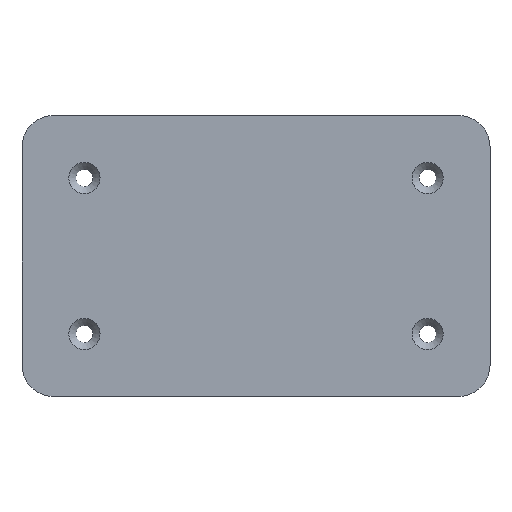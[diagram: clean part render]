
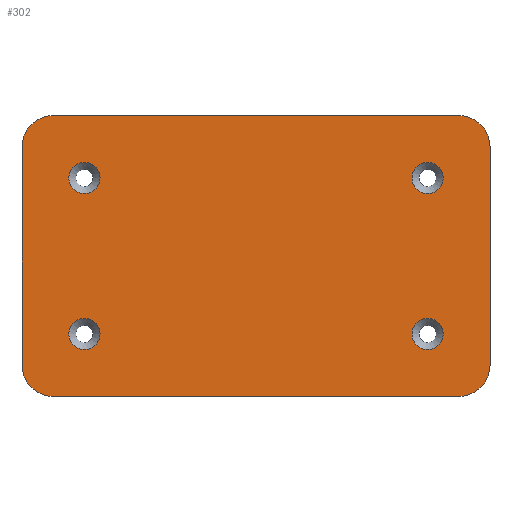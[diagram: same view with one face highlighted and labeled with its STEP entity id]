
A CAD part, top view. The second image highlights one B-rep face of the part: STEP entity #302.
In plain terms, the highlighted planar face has unit normal (0, 0, 1).
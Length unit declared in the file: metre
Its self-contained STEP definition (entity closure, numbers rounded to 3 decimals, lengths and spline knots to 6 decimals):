
#25=CIRCLE('',#328,0.01);
#27=CIRCLE('',#332,0.01);
#29=CIRCLE('',#336,0.01);
#31=CIRCLE('',#340,0.01);
#32=CIRCLE('',#342,0.005);
#33=CIRCLE('',#343,0.005);
#34=CIRCLE('',#344,0.005);
#35=CIRCLE('',#345,0.005);
#84=ORIENTED_EDGE('',*,*,#148,.T.);
#85=ORIENTED_EDGE('',*,*,#149,.T.);
#86=ORIENTED_EDGE('',*,*,#150,.T.);
#87=ORIENTED_EDGE('',*,*,#151,.T.);
#88=ORIENTED_EDGE('',*,*,#126,.F.);
#89=ORIENTED_EDGE('',*,*,#130,.T.);
#90=ORIENTED_EDGE('',*,*,#133,.T.);
#91=ORIENTED_EDGE('',*,*,#136,.T.);
#92=ORIENTED_EDGE('',*,*,#139,.T.);
#93=ORIENTED_EDGE('',*,*,#142,.T.);
#94=ORIENTED_EDGE('',*,*,#145,.F.);
#95=ORIENTED_EDGE('',*,*,#147,.T.);
#126=EDGE_CURVE('',#162,#163,#190,.T.);
#130=EDGE_CURVE('',#162,#165,#25,.T.);
#133=EDGE_CURVE('',#165,#167,#195,.T.);
#136=EDGE_CURVE('',#167,#169,#27,.T.);
#139=EDGE_CURVE('',#169,#171,#199,.T.);
#142=EDGE_CURVE('',#171,#173,#29,.T.);
#145=EDGE_CURVE('',#175,#173,#203,.T.);
#147=EDGE_CURVE('',#175,#163,#31,.T.);
#148=EDGE_CURVE('',#176,#176,#32,.T.);
#149=EDGE_CURVE('',#177,#177,#33,.T.);
#150=EDGE_CURVE('',#178,#178,#34,.T.);
#151=EDGE_CURVE('',#179,#179,#35,.T.);
#162=VERTEX_POINT('',#463);
#163=VERTEX_POINT('',#465);
#165=VERTEX_POINT('',#471);
#167=VERTEX_POINT('',#477);
#169=VERTEX_POINT('',#483);
#171=VERTEX_POINT('',#489);
#173=VERTEX_POINT('',#495);
#175=VERTEX_POINT('',#501);
#176=VERTEX_POINT('',#508);
#177=VERTEX_POINT('',#510);
#178=VERTEX_POINT('',#512);
#179=VERTEX_POINT('',#514);
#190=LINE('',#464,#206);
#195=LINE('',#478,#211);
#199=LINE('',#490,#215);
#203=LINE('',#502,#219);
#206=VECTOR('',#369,1.);
#211=VECTOR('',#382,1.);
#215=VECTOR('',#394,1.);
#219=VECTOR('',#406,1.);
#228=EDGE_LOOP('',(#84));
#229=EDGE_LOOP('',(#85));
#230=EDGE_LOOP('',(#86));
#231=EDGE_LOOP('',(#87));
#232=EDGE_LOOP('',(#88,#89,#90,#91,#92,#93,#94,#95));
#262=FACE_BOUND('',#228,.T.);
#263=FACE_BOUND('',#229,.T.);
#264=FACE_BOUND('',#230,.T.);
#265=FACE_BOUND('',#231,.T.);
#266=FACE_BOUND('',#232,.T.);
#292=PLANE('',#341);
#302=ADVANCED_FACE('',(#262,#263,#264,#265,#266),#292,.T.);
#328=AXIS2_PLACEMENT_3D('',#472,#376,#377);
#332=AXIS2_PLACEMENT_3D('',#484,#388,#389);
#336=AXIS2_PLACEMENT_3D('',#496,#400,#401);
#340=AXIS2_PLACEMENT_3D('',#505,#411,#412);
#341=AXIS2_PLACEMENT_3D('',#506,#413,#414);
#342=AXIS2_PLACEMENT_3D('',#507,#415,#416);
#343=AXIS2_PLACEMENT_3D('',#509,#417,#418);
#344=AXIS2_PLACEMENT_3D('',#511,#419,#420);
#345=AXIS2_PLACEMENT_3D('',#513,#421,#422);
#369=DIRECTION('',(0.,1.,0.));
#376=DIRECTION('',(0.,0.,1.));
#377=DIRECTION('',(1.,0.,0.));
#382=DIRECTION('',(1.,0.,0.));
#388=DIRECTION('',(0.,0.,1.));
#389=DIRECTION('',(1.,0.,0.));
#394=DIRECTION('',(0.,1.,0.));
#400=DIRECTION('',(0.,0.,1.));
#401=DIRECTION('',(1.,0.,0.));
#406=DIRECTION('',(1.,0.,0.));
#411=DIRECTION('',(0.,0.,1.));
#412=DIRECTION('',(1.,0.,0.));
#413=DIRECTION('',(0.,0.,1.));
#414=DIRECTION('',(1.,0.,0.));
#415=DIRECTION('',(0.,0.,-1.));
#416=DIRECTION('',(-1.,0.,0.));
#417=DIRECTION('',(0.,0.,-1.));
#418=DIRECTION('',(-1.,0.,0.));
#419=DIRECTION('',(0.,0.,-1.));
#420=DIRECTION('',(-1.,0.,0.));
#421=DIRECTION('',(0.,0.,-1.));
#422=DIRECTION('',(-1.,0.,0.));
#463=CARTESIAN_POINT('',(0.,0.01,0.004));
#464=CARTESIAN_POINT('',(0.,0.045,0.004));
#465=CARTESIAN_POINT('',(0.,0.08,0.004));
#471=CARTESIAN_POINT('',(0.01,0.,0.004));
#472=CARTESIAN_POINT('',(0.01,0.01,0.004));
#477=CARTESIAN_POINT('',(0.14,0.,0.004));
#478=CARTESIAN_POINT('',(0.075,0.,0.004));
#483=CARTESIAN_POINT('',(0.15,0.01,0.004));
#484=CARTESIAN_POINT('',(0.14,0.01,0.004));
#489=CARTESIAN_POINT('',(0.15,0.08,0.004));
#490=CARTESIAN_POINT('',(0.15,0.045,0.004));
#495=CARTESIAN_POINT('',(0.14,0.09,0.004));
#496=CARTESIAN_POINT('',(0.14,0.08,0.004));
#501=CARTESIAN_POINT('',(0.01,0.09,0.004));
#502=CARTESIAN_POINT('',(0.075,0.09,0.004));
#505=CARTESIAN_POINT('',(0.01,0.08,0.004));
#506=CARTESIAN_POINT('',(0.075,0.045,0.004));
#507=CARTESIAN_POINT('',(0.13,0.07,0.004));
#508=CARTESIAN_POINT('',(0.125,0.07,0.004));
#509=CARTESIAN_POINT('',(0.13,0.02,0.004));
#510=CARTESIAN_POINT('',(0.125,0.02,0.004));
#511=CARTESIAN_POINT('',(0.02,0.02,0.004));
#512=CARTESIAN_POINT('',(0.015,0.02,0.004));
#513=CARTESIAN_POINT('',(0.02,0.07,0.004));
#514=CARTESIAN_POINT('',(0.015,0.07,0.004));
